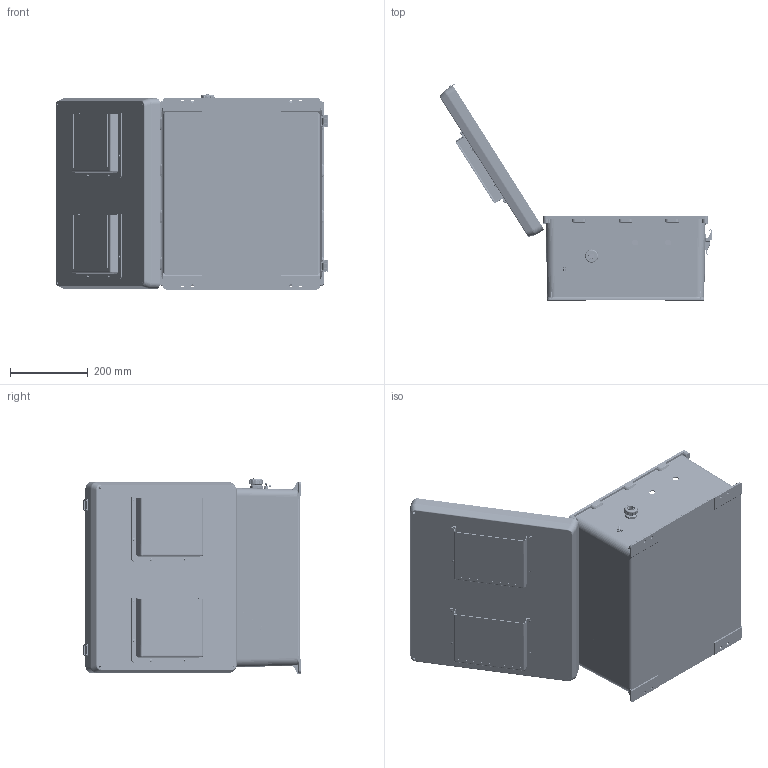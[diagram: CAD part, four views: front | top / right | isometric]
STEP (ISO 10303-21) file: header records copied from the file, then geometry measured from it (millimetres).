
FILE_DESCRIPTION (( 'STEP AP214' ), '1' );
FILE_NAME ('TEF181608-E0V.STEP', '2019-05-09T16:23:08', ( '' ), ( '' ), 'SwSTEP 2.0', 'SolidWorks 2018', '' );
FILE_SCHEMA (( 'AUTOMOTIVE_DESIGN' ));
Length unit declared in the file: inch
Products named in the file (32): NB181608-Hinge; XFN-0013; XFN-0002; 1AM07-189; NB181608-DoorClasp-2; XF797-01; XCTB-0002; TEF181608-E0V; XFS-0032_91735A151; XMH-0041; NEMA 18 GroundWire; XMH-0007; XCT-0011; XM220-01-UL; XFN-0003; XFS-0026; XCT-0010; XFS-0031; XFS-0017; XFR-0005; 10-32 NEMA PLATE SCREW; NB181608-DoorClasp-1; XF1082-01; NB181608-Box; MJSCVR; XFW-0002; XFS-0023_92470A148; Fan Screen-120x120 ALUM; XC-0003; XCT-0005; XFS-0059; NB181608-Lid-Vented
Assembly tree (78 placements, depth 2):
  TEF181608-E0V
    NB181608-Box
    NB181608-Hinge  x2
    NB181608-Lid-Vented
    NB181608-DoorClasp-1  x2
    NB181608-DoorClasp-2  x2
    10-32 NEMA PLATE SCREW  x4
    XFS-0017  x3
    XCT-0011
    XCT-0010
    XFN-0003  x2
    XC-0003
    XCT-0005
    XFW-0002  x5
    XFS-0026
    XMH-0007  x4
    XMH-0041
    XCTB-0002
    NEMA 18 GroundWire
    XFN-0013  x2
    XFS-0032_91735A151  x2
    XF797-01
    XFS-0059  x2
    XFN-0002  x8
    Fan Screen-120x120 ALUM  x2
    XM220-01-UL  x2
    XFR-0005  x12
    XFS-0023_92470A148  x8
    XF1082-01
    1AM07-189
    MJSCVR  x2
    XFS-0031
Bounding box: 702.92 x 559.73 x 502.84 mm (x, y, z)
Volume: 3748369.4 mm3; surface area: 2428373.4 mm2
Topology: 86 solids, 87 shells, 8101 faces, 21529 edges, 13639 vertices
Faces by surface type: cylinder 3614, plane 2312, cone 1373, bspline 403, torus 349, sphere 50
Entity records: 189638 total; most frequent: CARTESIAN_POINT 58249, ORIENTED_EDGE 24118, DIRECTION 22819, EDGE_CURVE 12059, AXIS2_PLACEMENT_3D 8417, VERTEX_POINT 7641, VECTOR 5985, LINE 5985
